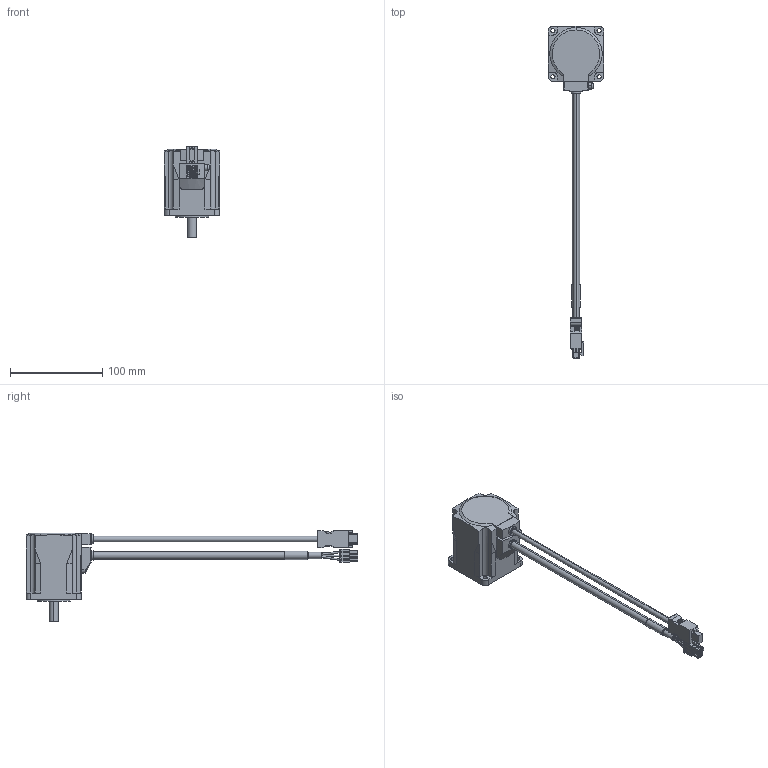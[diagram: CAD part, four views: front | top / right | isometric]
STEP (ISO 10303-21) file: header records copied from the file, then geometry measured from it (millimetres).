
FILE_DESCRIPTION (( 'STEP AP203' ), '1' );
FILE_NAME ('B1290.STEP', '2016-04-07T06:03:23', ( 'om' ), ( 'Hewlett-Packard Company' ), 'SwSTEP 2.0', 'SolidWorks 2014', '' );
FILE_SCHEMA (( 'CONFIG_CONTROL_DESIGN' ));
Length unit declared in the file: millimetre
Products named in the file (1): B1290
Bounding box: 60 x 360 x 98.9 mm (x, y, z)
Volume: 276437 mm3; surface area: 43120.9 mm2
Topology: 1 solids, 6 shells, 571 faces, 1522 edges, 996 vertices
Faces by surface type: plane 462, cylinder 87, bspline 11, torus 7, cone 2, sphere 2
Entity records: 18758 total; most frequent: CARTESIAN_POINT 4385, ORIENTED_EDGE 3044, DIRECTION 2790, EDGE_CURVE 1522, VECTOR 1256, LINE 1256, VERTEX_POINT 996, AXIS2_PLACEMENT_3D 767
